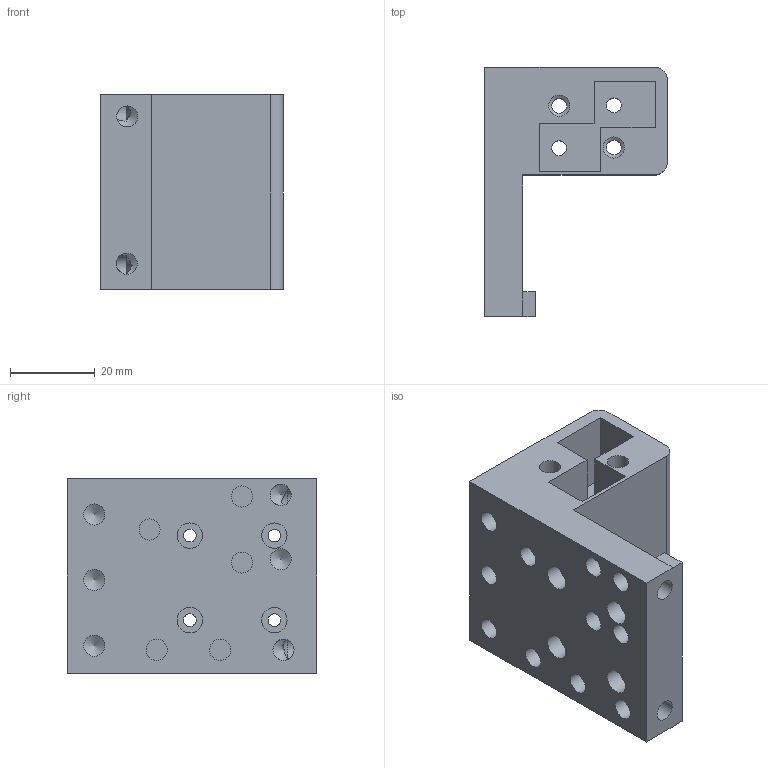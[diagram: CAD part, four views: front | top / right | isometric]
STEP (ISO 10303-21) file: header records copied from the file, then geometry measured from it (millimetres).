
FILE_DESCRIPTION(/* description */ (''),/* implementation_level */ '2;1');
FILE_NAME(/* name */ 'Y_Carriage v1.step',/* time_stamp */ '2020-09-04T10:01:45+01:00',/* author */ (''),/* organization */ (''),/* preprocessor_version */ 'ST-DEVELOPER v18.1',/* originating_system */ 'Autodesk Translation Framework v9.3.0.1241',/* authorisation */ '');
FILE_SCHEMA (('AUTOMOTIVE_DESIGN { 1 0 10303 214 3 1 1 }'));
Length unit declared in the file: millimetre
Products named in the file (2): Y_Carriage; Y carriage
Assembly tree (1 placements, depth 2):
  Y_Carriage
    Y carriage
Bounding box: 43.2 x 59 x 46 mm (x, y, z)
Volume: 50474.4 mm3; surface area: 18693.8 mm2
Topology: 1 solids, 1 shells, 85 faces, 208 edges, 134 vertices
Faces by surface type: plane 41, cylinder 32, cone 12
Full cylindrical faces by diameter (mm): 3 x4, 3.5 x4, 5 x17, 6 x4
Entity records: 2652 total; most frequent: CARTESIAN_POINT 525, DIRECTION 438, ORIENTED_EDGE 404, EDGE_CURVE 202, AXIS2_PLACEMENT_3D 157, VERTEX_POINT 134, LINE 124, VECTOR 124
